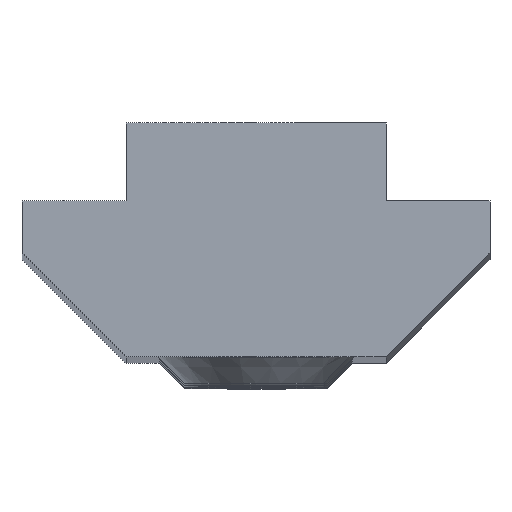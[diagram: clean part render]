
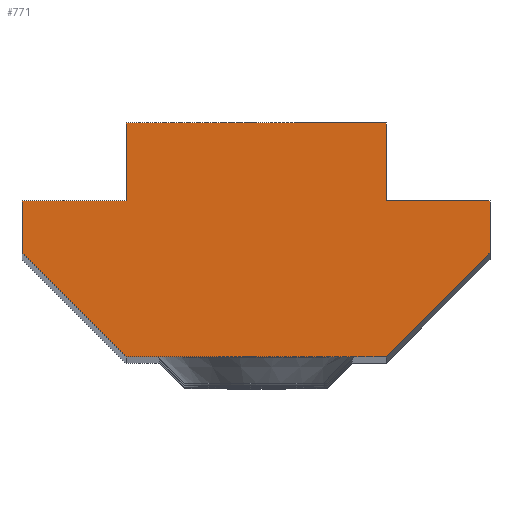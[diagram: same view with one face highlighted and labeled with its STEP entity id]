
A CAD part, top view. The second image highlights one B-rep face of the part: STEP entity #771.
In plain terms, the highlighted planar face has unit normal (0, 0, 1).
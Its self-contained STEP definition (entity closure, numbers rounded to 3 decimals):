
#1 = EDGE_CURVE ( 'NONE', #1406, #1364, #1202, .T. ) ;
#4 = EDGE_CURVE ( 'NONE', #1344, #1406, #1199, .T. ) ;
#33 = DIRECTION ( 'NONE',  ( 1., 0., 0. ) ) ;
#35 = CARTESIAN_POINT ( 'NONE',  ( 2.119, -2.051, 69.857 ) ) ;
#85 = CARTESIAN_POINT ( 'NONE',  ( 6.119, 3.949, 69.857 ) ) ;
#249 = DIRECTION ( 'NONE',  ( 0.707, -0.707, 0. ) ) ;
#250 = CARTESIAN_POINT ( 'NONE',  ( -7.881, -2.051, 69.857 ) ) ;
#256 = DIRECTION ( 'NONE',  ( 0., -1., 0. ) ) ;
#270 = CARTESIAN_POINT ( 'NONE',  ( -11.881, 1.949, 69.857 ) ) ;
#340 = DIRECTION ( 'NONE',  ( 0., -1., 0. ) ) ;
#341 = CARTESIAN_POINT ( 'NONE',  ( -7.881, 3.949, 69.857 ) ) ;
#342 = DIRECTION ( 'NONE',  ( -1., 0., 0. ) ) ;
#343 = CARTESIAN_POINT ( 'NONE',  ( -11.881, 3.949, 69.857 ) ) ;
#344 = DIRECTION ( 'NONE',  ( 0., 1., 0. ) ) ;
#345 = CARTESIAN_POINT ( 'NONE',  ( 2.119, 6.949, 69.857 ) ) ;
#429 = CARTESIAN_POINT ( 'NONE',  ( 2.119, 3.949, 69.857 ) ) ;
#452 = CARTESIAN_POINT ( 'NONE',  ( 6.119, 1.949, 69.857 ) ) ;
#458 = CARTESIAN_POINT ( 'NONE',  ( -2.881, -7.051, 69.857 ) ) ;
#481 = DIRECTION ( 'NONE',  ( 0., 0., 1. ) ) ;
#483 = DIRECTION ( 'NONE',  ( 1., 0., 0. ) ) ;
#487 = PLANE ( 'NONE',  #2128 ) ;
#535 = CARTESIAN_POINT ( 'NONE',  ( -7.881, -2.051, 69.857 ) ) ;
#542 = CARTESIAN_POINT ( 'NONE',  ( 2.119, -2.051, 69.857 ) ) ;
#548 = CARTESIAN_POINT ( 'NONE',  ( 6.119, 3.949, 69.857 ) ) ;
#562 = CARTESIAN_POINT ( 'NONE',  ( -11.881, 1.949, 69.857 ) ) ;
#574 = CARTESIAN_POINT ( 'NONE',  ( -7.881, 6.949, 69.857 ) ) ;
#578 = CARTESIAN_POINT ( 'NONE',  ( -7.881, 3.949, 69.857 ) ) ;
#583 = CARTESIAN_POINT ( 'NONE',  ( -11.881, 3.949, 69.857 ) ) ;
#607 = CARTESIAN_POINT ( 'NONE',  ( 2.119, 6.949, 69.857 ) ) ;
#640 = DIRECTION ( 'NONE',  ( 0., 1., 0. ) ) ;
#645 = DIRECTION ( 'NONE',  ( 0.707, 0.707, 0. ) ) ;
#667 = CARTESIAN_POINT ( 'NONE',  ( 6.119, 1.949, 69.857 ) ) ;
#771 = ADVANCED_FACE ( 'NONE', ( #1097 ), #487, .T. ) ;
#852 = DIRECTION ( 'NONE',  ( -1., 0., 0. ) ) ;
#853 = CARTESIAN_POINT ( 'NONE',  ( -7.881, 6.949, 69.857 ) ) ;
#905 = DIRECTION ( 'NONE',  ( -1., 0., 0. ) ) ;
#906 = CARTESIAN_POINT ( 'NONE',  ( 2.119, 3.949, 69.857 ) ) ;
#973 = VECTOR ( 'NONE', #256, 1000. ) ;
#975 = LINE ( 'NONE', #270, #973 ) ;
#976 = VECTOR ( 'NONE', #249, 1000. ) ;
#979 = LINE ( 'NONE', #250, #976 ) ;
#1039 = VECTOR ( 'NONE', #340, 1000. ) ;
#1041 = VECTOR ( 'NONE', #342, 1000. ) ;
#1042 = LINE ( 'NONE', #341, #1039 ) ;
#1043 = VECTOR ( 'NONE', #344, 1000. ) ;
#1044 = LINE ( 'NONE', #343, #1041 ) ;
#1046 = LINE ( 'NONE', #345, #1043 ) ;
#1097 = FACE_OUTER_BOUND ( 'NONE', #1628, .T. ) ;
#1197 = VECTOR ( 'NONE', #645, 1000. ) ;
#1199 = LINE ( 'NONE', #667, #1197 ) ;
#1201 = VECTOR ( 'NONE', #640, 1000. ) ;
#1202 = LINE ( 'NONE', #85, #1201 ) ;
#1272 = ORIENTED_EDGE ( 'NONE', *, *, #2193, .T. ) ;
#1273 = ORIENTED_EDGE ( 'NONE', *, *, #2252, .T. ) ;
#1274 = ORIENTED_EDGE ( 'NONE', *, *, #4, .T. ) ;
#1275 = ORIENTED_EDGE ( 'NONE', *, *, #1, .T. ) ;
#1276 = ORIENTED_EDGE ( 'NONE', *, *, #2280, .T. ) ;
#1277 = ORIENTED_EDGE ( 'NONE', *, *, #2155, .T. ) ;
#1278 = ORIENTED_EDGE ( 'NONE', *, *, #2301, .T. ) ;
#1279 = ORIENTED_EDGE ( 'NONE', *, *, #2157, .T. ) ;
#1280 = ORIENTED_EDGE ( 'NONE', *, *, #2156, .T. ) ;
#1281 = ORIENTED_EDGE ( 'NONE', *, *, #2195, .T. ) ;
#1344 = VERTEX_POINT ( 'NONE', #542 ) ;
#1364 = VERTEX_POINT ( 'NONE', #548 ) ;
#1377 = VERTEX_POINT ( 'NONE', #562 ) ;
#1385 = VERTEX_POINT ( 'NONE', #583 ) ;
#1386 = VERTEX_POINT ( 'NONE', #574 ) ;
#1387 = VERTEX_POINT ( 'NONE', #578 ) ;
#1406 = VERTEX_POINT ( 'NONE', #452 ) ;
#1422 = VERTEX_POINT ( 'NONE', #607 ) ;
#1437 = VERTEX_POINT ( 'NONE', #535 ) ;
#1480 = VERTEX_POINT ( 'NONE', #429 ) ;
#1628 = EDGE_LOOP ( 'NONE', ( #1272, #1273, #1274, #1275, #1276, #1277, #1278, #1279, #1280, #1281 ) ) ;
#1838 = VECTOR ( 'NONE', #852, 1000. ) ;
#1841 = LINE ( 'NONE', #853, #1838 ) ;
#1869 = VECTOR ( 'NONE', #905, 1000. ) ;
#1872 = LINE ( 'NONE', #906, #1869 ) ;
#1921 = VECTOR ( 'NONE', #33, 1000. ) ;
#1924 = LINE ( 'NONE', #35, #1921 ) ;
#2128 = AXIS2_PLACEMENT_3D ( 'NONE', #458, #481, #483 ) ;
#2155 = EDGE_CURVE ( 'NONE', #1480, #1422, #1046, .T. ) ;
#2156 = EDGE_CURVE ( 'NONE', #1387, #1385, #1044, .T. ) ;
#2157 = EDGE_CURVE ( 'NONE', #1386, #1387, #1042, .T. ) ;
#2193 = EDGE_CURVE ( 'NONE', #1377, #1437, #979, .T. ) ;
#2195 = EDGE_CURVE ( 'NONE', #1385, #1377, #975, .T. ) ;
#2252 = EDGE_CURVE ( 'NONE', #1437, #1344, #1924, .T. ) ;
#2280 = EDGE_CURVE ( 'NONE', #1364, #1480, #1872, .T. ) ;
#2301 = EDGE_CURVE ( 'NONE', #1422, #1386, #1841, .T. ) ;
